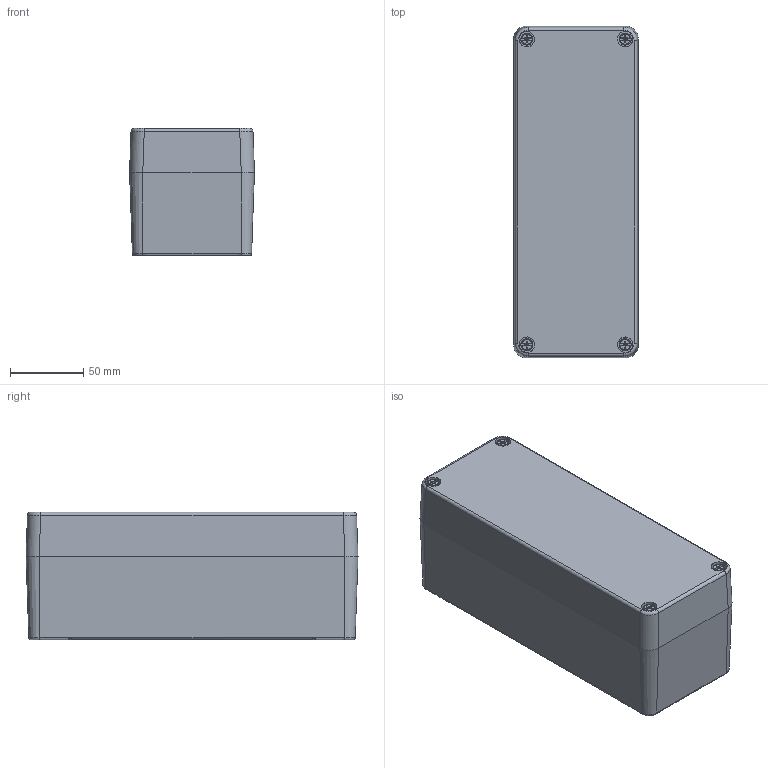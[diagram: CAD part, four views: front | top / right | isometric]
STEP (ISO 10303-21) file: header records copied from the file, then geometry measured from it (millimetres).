
FILE_DESCRIPTION(('CATIA V5 STEP Exchange'),'2;1');
FILE_NAME('XAPA2100.stp','2023-03-02T09:32:31+00:00',('none'),('none'),'CATIA Version 5-6 Release 2018 SP4 HF89','CATIA V5 STEP AP203','none');
FILE_SCHEMA(('CONFIG_CONTROL_DESIGN'));
Length unit declared in the file: millimetre
Products named in the file (1): XAPA2100
Bounding box: 85 x 226 x 86.7 mm (x, y, z)
Volume: 1591468.9 mm3; surface area: 95936.2 mm2
Topology: 1 solids, 1 shells, 282 faces, 853 edges, 579 vertices
Faces by surface type: plane 144, cylinder 64, cone 40, bspline 22, torus 12
Entity records: 11619 total; most frequent: CARTESIAN_POINT 5246, ORIENTED_EDGE 1682, EDGE_CURVE 841, DIRECTION 764, VERTEX_POINT 579, VECTOR 344, LINE 344, B_SPLINE_CURVE_WITH_KNOTS 315
